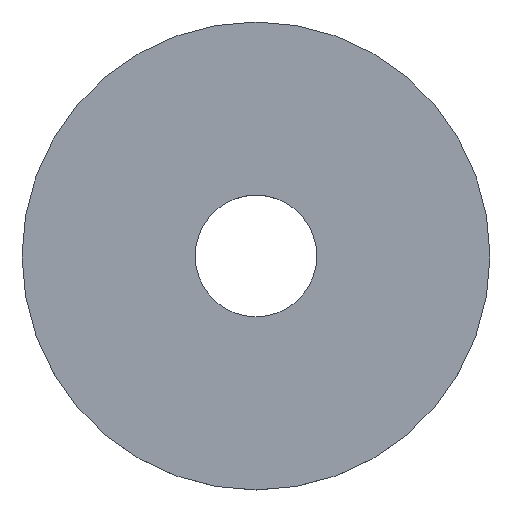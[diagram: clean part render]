
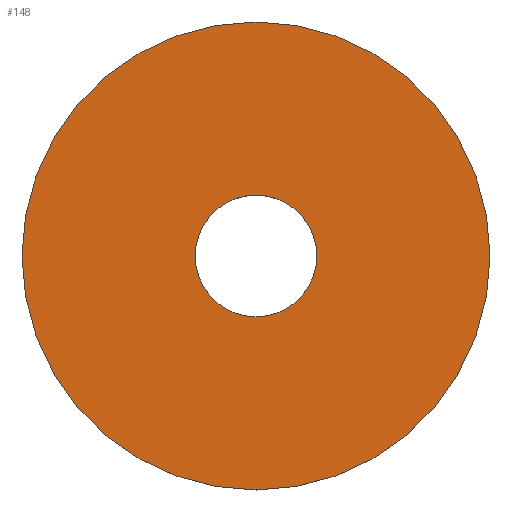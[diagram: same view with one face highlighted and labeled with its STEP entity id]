
A CAD part, top view. The second image highlights one B-rep face of the part: STEP entity #148.
In plain terms, the highlighted planar face has unit normal (0, 0, 1).
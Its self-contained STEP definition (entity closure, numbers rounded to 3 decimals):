
#1 = DIRECTION ( 'NONE',  ( 0., -1., 0. ) ) ;
#2 = AXIS2_PLACEMENT_3D ( 'NONE', #145, #146, #1 ) ;
#8 = ORIENTED_EDGE ( 'NONE', *, *, #66, .T. ) ;
#9 = CIRCLE ( 'NONE', #102, 6.5 ) ;
#22 = FACE_BOUND ( 'NONE', #72, .T. ) ;
#34 = FACE_OUTER_BOUND ( 'NONE', #61, .T. ) ;
#36 = DIRECTION ( 'NONE',  ( 0., 0., -1. ) ) ;
#52 = EDGE_CURVE ( 'NONE', #116, #116, #166, .T. ) ;
#60 = DIRECTION ( 'NONE',  ( 0., 1., 0. ) ) ;
#61 = EDGE_LOOP ( 'NONE', ( #136 ) ) ;
#66 = EDGE_CURVE ( 'NONE', #129, #129, #9, .T. ) ;
#72 = EDGE_LOOP ( 'NONE', ( #8 ) ) ;
#76 = CARTESIAN_POINT ( 'NONE',  ( 0., 0., 2.5 ) ) ;
#97 = CARTESIAN_POINT ( 'NONE',  ( 0., 0., 2.5 ) ) ;
#100 = CARTESIAN_POINT ( 'NONE',  ( 0., 25., 2.5 ) ) ;
#102 = AXIS2_PLACEMENT_3D ( 'NONE', #97, #36, #143 ) ;
#116 = VERTEX_POINT ( 'NONE', #100 ) ;
#127 = DIRECTION ( 'NONE',  ( 0., 0., -1. ) ) ;
#129 = VERTEX_POINT ( 'NONE', #155 ) ;
#133 = AXIS2_PLACEMENT_3D ( 'NONE', #76, #127, #60 ) ;
#136 = ORIENTED_EDGE ( 'NONE', *, *, #52, .F. ) ;
#143 = DIRECTION ( 'NONE',  ( 0., 1., 0. ) ) ;
#145 = CARTESIAN_POINT ( 'NONE',  ( 0., 6.5, 2.5 ) ) ;
#146 = DIRECTION ( 'NONE',  ( 0., 0., 1. ) ) ;
#148 = ADVANCED_FACE ( 'NONE', ( #22, #34 ), #157, .T. ) ;
#155 = CARTESIAN_POINT ( 'NONE',  ( 0., 6.5, 2.5 ) ) ;
#157 = PLANE ( 'NONE',  #2 ) ;
#166 = CIRCLE ( 'NONE', #133, 25. ) ;
